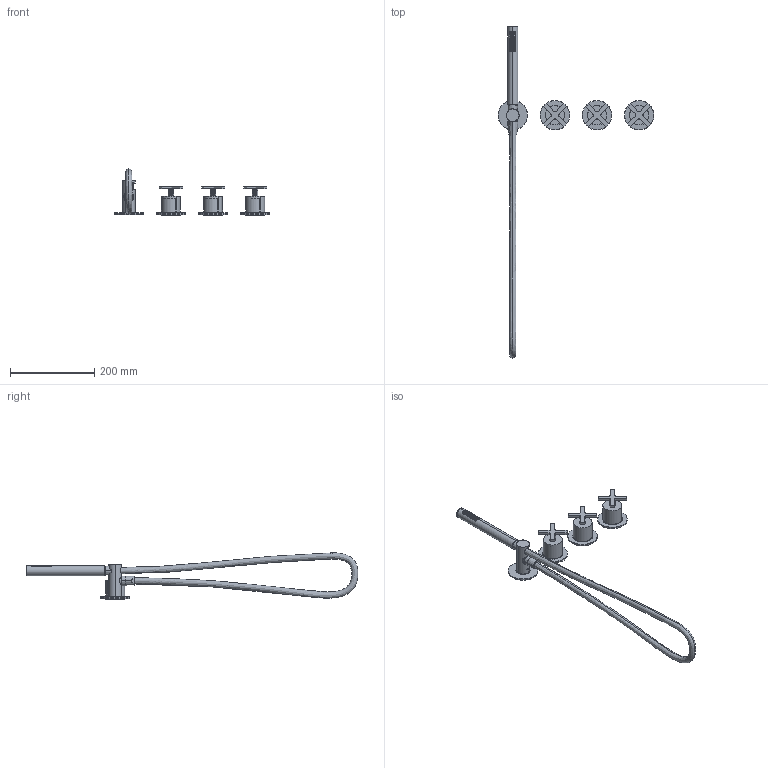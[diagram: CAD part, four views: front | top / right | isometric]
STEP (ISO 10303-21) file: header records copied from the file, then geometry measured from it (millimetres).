
FILE_DESCRIPTION (( 'STEP AP214' ), '1' );
FILE_NAME ('CRZ.0006 3D.STEP', '2023-11-09T17:24:17', ( '' ), ( '' ), 'SwSTEP 2.0', 'SolidWorks 2022', '' );
FILE_SCHEMA (( 'AUTOMOTIVE_DESIGN' ));
Length unit declared in the file: millimetre
Products named in the file (15): 0044.000.25; CRZ.0006 3D; 010901800900; 0368.005.01; 011100700600; 0368.003.02; 011416006000; 011416006200; 0046.000.03; 0368.004.00; 0368.001.01; 011416007300; 0039.006.00; CHUVEIRO MAO; 011100700300
Assembly tree (26 placements, depth 2):
  CRZ.0006 3D
    011100700600  x3
    011416006200  x3
    0368.001.01  x3
    0368.003.02  x3
    0368.004.00  x3
    0368.005.01  x3
    0039.006.00
    0044.000.25
    0046.000.03
    011100700300
    011416006000
    011416007300
    010901800900
    CHUVEIRO MAO
Bounding box: 369.89 x 788.03 x 110.32 mm (x, y, z)
Volume: 461481.3 mm3; surface area: 184843.8 mm2
Topology: 27 solids, 27 shells, 1442 faces, 3439 edges, 2090 vertices
Faces by surface type: cylinder 485, plane 343, bspline 269, cone 208, torus 85, sphere 52
Entity records: 66813 total; most frequent: CARTESIAN_POINT 43800, ORIENTED_EDGE 4610, DIRECTION 3454, EDGE_CURVE 2305, VERTEX_POINT 1458, AXIS2_PLACEMENT_3D 1449, EDGE_LOOP 1093, B_SPLINE_CURVE_WITH_KNOTS 1014
